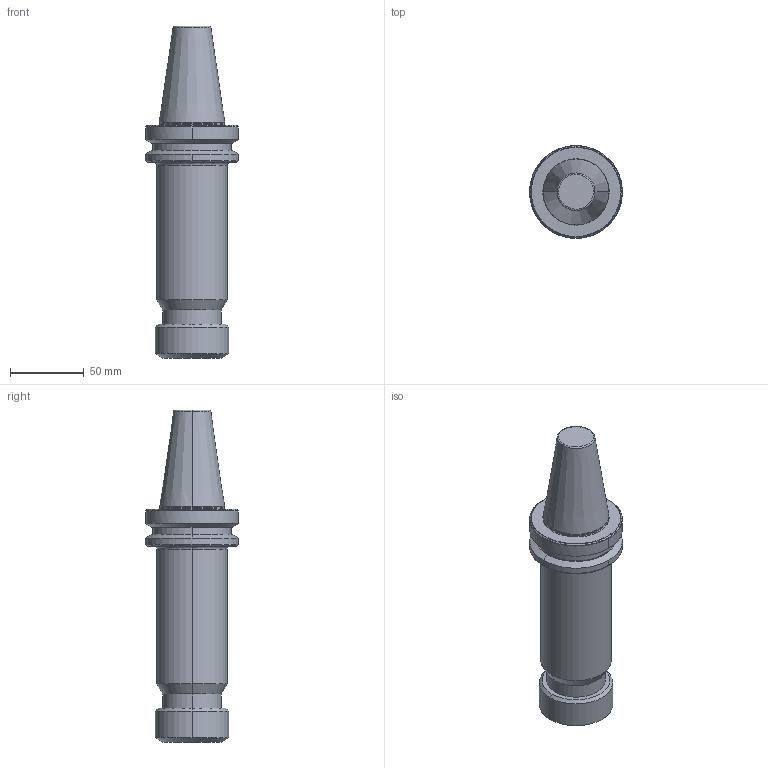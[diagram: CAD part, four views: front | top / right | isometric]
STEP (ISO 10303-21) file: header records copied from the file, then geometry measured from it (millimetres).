
FILE_DESCRIPTION (( 'STEP AP203' ), '1' );
FILE_NAME ('BT40 ER 32 160 AD-6.3G15000 SL.STEP', '2019-05-20T11:48:45', ( '' ), ( '' ), 'SwSTEP 2.0', 'SolidWorks 2014', '' );
FILE_SCHEMA (( 'CONFIG_CONTROL_DESIGN' ));
Length unit declared in the file: millimetre
Products named in the file (1): BT40 ER 32 160 AD-6.3G15000 SL
Bounding box: 63 x 63 x 225.4 mm (x, y, z)
Volume: 373984.5 mm3; surface area: 38550.3 mm2
Topology: 1 solids, 1 shells, 62 faces, 143 edges, 88 vertices
Faces by surface type: cone 21, bspline 16, cylinder 14, plane 7, torus 4
Entity records: 3419 total; most frequent: CARTESIAN_POINT 2034, ORIENTED_EDGE 286, DIRECTION 267, EDGE_CURVE 143, AXIS2_PLACEMENT_3D 118, VERTEX_POINT 88, CIRCLE 71, EDGE_LOOP 67
